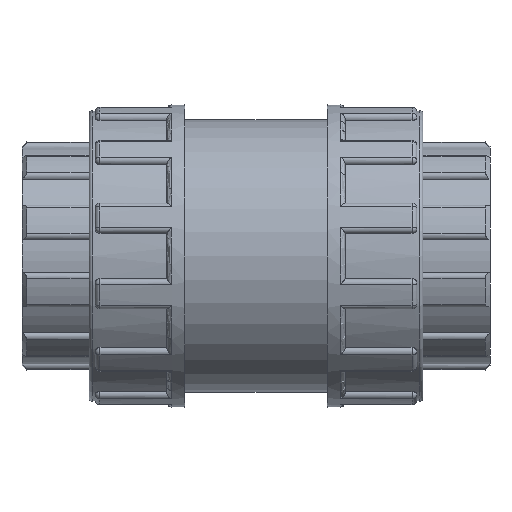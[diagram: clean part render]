
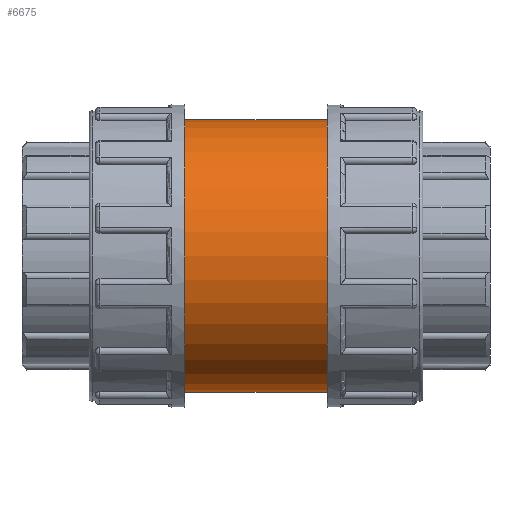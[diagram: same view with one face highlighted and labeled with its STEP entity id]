
A CAD part, front view. The second image highlights one B-rep face of the part: STEP entity #6675.
In plain terms, the highlighted cylindrical face has radius 62.55 mm (diameter 125.1 mm), a full revolution.
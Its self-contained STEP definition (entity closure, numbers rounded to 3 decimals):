
#185=FACE_BOUND('',#1099,.T.);
#186=FACE_BOUND('',#1100,.T.);
#670=FACE_OUTER_BOUND('',#1098,.T.);
#1098=EDGE_LOOP('',(#6073));
#1099=EDGE_LOOP('',(#6074));
#1100=EDGE_LOOP('',(#6075));
#1149=B_SPLINE_CURVE_WITH_KNOTS('',3,(#10735,#10736,#10737,#10738,#10739,
#10740,#10741,#10742,#10743,#10744,#10745,#10746,#10747,#10748,#10749,#10750,
#10751,#10752,#10753,#10754,#10755,#10756,#10757,#10758,#10759,#10760,#10761,
#10762,#10763,#10764,#10765,#10766,#10767,#10768,#10769,#10770,#10771,#10772,
#10773,#10774,#10775,#10776,#10777,#10778,#10779,#10780,#10781,#10782,#10783,
#10784,#10785,#10786,#10787,#10788,#10789,#10790,#10791,#10792,#10793,#10794,
#10795,#10796,#10797,#10798,#10799,#10800),.UNSPECIFIED.,.T.,.F.,(4,2,2,
2,2,2,2,2,2,2,2,2,2,2,2,2,2,2,2,2,2,2,2,2,2,2,2,2,2,2,2,2,4),(0.,0.396,
0.792,1.188,1.584,1.98,2.376,
2.772,3.168,3.564,3.96,4.356,
4.752,5.148,5.544,5.94,6.336,
6.732,7.128,7.524,7.92,8.316,
8.712,9.108,9.504,9.9,10.296,
10.692,11.087,11.484,11.88,12.276,
12.672),.UNSPECIFIED.);
#2472=CIRCLE('',#7578,62.55);
#2473=CIRCLE('',#7580,62.55);
#2638=VERTEX_POINT('',#10734);
#3083=VERTEX_POINT('',#13385);
#3084=VERTEX_POINT('',#13388);
#3349=EDGE_CURVE('',#2638,#2638,#1149,.T.);
#4082=EDGE_CURVE('',#3083,#3083,#2472,.T.);
#4083=EDGE_CURVE('',#3084,#3084,#2473,.T.);
#6073=ORIENTED_EDGE('',*,*,#4082,.T.);
#6074=ORIENTED_EDGE('',*,*,#3349,.T.);
#6075=ORIENTED_EDGE('',*,*,#4083,.F.);
#6267=CYLINDRICAL_SURFACE('',#7579,62.55);
#6675=ADVANCED_FACE('',(#670,#185,#186),#6267,.T.);
#7578=AXIS2_PLACEMENT_3D('',#13386,#9749,#9750);
#7579=AXIS2_PLACEMENT_3D('',#13387,#9751,#9752);
#7580=AXIS2_PLACEMENT_3D('',#13389,#9753,#9754);
#9749=DIRECTION('center_axis',(1.,0.,0.));
#9750=DIRECTION('ref_axis',(0.,0.,-1.));
#9751=DIRECTION('center_axis',(1.,0.,0.));
#9752=DIRECTION('ref_axis',(0.,1.,0.));
#9753=DIRECTION('center_axis',(1.,0.,0.));
#9754=DIRECTION('ref_axis',(0.,0.,-1.));
#10734=CARTESIAN_POINT('',(0.,58.973,-20.85));
#10735=CARTESIAN_POINT('Ctrl Pts',(0.,58.973,-20.85));
#10736=CARTESIAN_POINT('Ctrl Pts',(1.32,58.973,-20.85));
#10737=CARTESIAN_POINT('Ctrl Pts',(2.682,59.018,-20.723));
#10738=CARTESIAN_POINT('Ctrl Pts',(5.384,59.203,-20.19));
#10739=CARTESIAN_POINT('Ctrl Pts',(6.724,59.341,-19.785));
#10740=CARTESIAN_POINT('Ctrl Pts',(9.29,59.686,-18.718));
#10741=CARTESIAN_POINT('Ctrl Pts',(10.517,59.893,-18.055));
#10742=CARTESIAN_POINT('Ctrl Pts',(12.783,60.332,-16.528));
#10743=CARTESIAN_POINT('Ctrl Pts',(13.823,60.565,-15.663));
#10744=CARTESIAN_POINT('Ctrl Pts',(15.663,61.011,-13.823));
#10745=CARTESIAN_POINT('Ctrl Pts',(16.528,61.241,-12.784));
#10746=CARTESIAN_POINT('Ctrl Pts',(18.055,61.67,-10.517));
#10747=CARTESIAN_POINT('Ctrl Pts',(18.718,61.87,-9.29));
#10748=CARTESIAN_POINT('Ctrl Pts',(19.785,62.201,-6.724));
#10749=CARTESIAN_POINT('Ctrl Pts',(20.19,62.333,-5.383));
#10750=CARTESIAN_POINT('Ctrl Pts',(20.723,62.507,-2.681));
#10751=CARTESIAN_POINT('Ctrl Pts',(20.85,62.55,-1.32));
#10752=CARTESIAN_POINT('Ctrl Pts',(20.85,62.55,1.32));
#10753=CARTESIAN_POINT('Ctrl Pts',(20.723,62.507,2.681));
#10754=CARTESIAN_POINT('Ctrl Pts',(20.19,62.333,5.383));
#10755=CARTESIAN_POINT('Ctrl Pts',(19.785,62.201,6.724));
#10756=CARTESIAN_POINT('Ctrl Pts',(18.718,61.87,9.29));
#10757=CARTESIAN_POINT('Ctrl Pts',(18.055,61.67,10.517));
#10758=CARTESIAN_POINT('Ctrl Pts',(16.528,61.241,12.784));
#10759=CARTESIAN_POINT('Ctrl Pts',(15.663,61.011,13.823));
#10760=CARTESIAN_POINT('Ctrl Pts',(13.823,60.565,15.663));
#10761=CARTESIAN_POINT('Ctrl Pts',(12.783,60.332,16.528));
#10762=CARTESIAN_POINT('Ctrl Pts',(10.517,59.893,18.055));
#10763=CARTESIAN_POINT('Ctrl Pts',(9.29,59.686,18.718));
#10764=CARTESIAN_POINT('Ctrl Pts',(6.724,59.341,19.785));
#10765=CARTESIAN_POINT('Ctrl Pts',(5.384,59.203,20.19));
#10766=CARTESIAN_POINT('Ctrl Pts',(2.682,59.018,20.723));
#10767=CARTESIAN_POINT('Ctrl Pts',(1.32,58.973,20.85));
#10768=CARTESIAN_POINT('Ctrl Pts',(-1.32,58.973,20.85));
#10769=CARTESIAN_POINT('Ctrl Pts',(-2.682,59.018,20.723));
#10770=CARTESIAN_POINT('Ctrl Pts',(-5.384,59.203,20.19));
#10771=CARTESIAN_POINT('Ctrl Pts',(-6.724,59.341,19.785));
#10772=CARTESIAN_POINT('Ctrl Pts',(-9.29,59.686,18.718));
#10773=CARTESIAN_POINT('Ctrl Pts',(-10.517,59.893,18.055));
#10774=CARTESIAN_POINT('Ctrl Pts',(-12.783,60.332,16.528));
#10775=CARTESIAN_POINT('Ctrl Pts',(-13.823,60.565,15.663));
#10776=CARTESIAN_POINT('Ctrl Pts',(-15.663,61.011,13.823));
#10777=CARTESIAN_POINT('Ctrl Pts',(-16.528,61.241,12.784));
#10778=CARTESIAN_POINT('Ctrl Pts',(-18.055,61.67,10.517));
#10779=CARTESIAN_POINT('Ctrl Pts',(-18.718,61.87,9.29));
#10780=CARTESIAN_POINT('Ctrl Pts',(-19.785,62.201,6.724));
#10781=CARTESIAN_POINT('Ctrl Pts',(-20.19,62.333,5.383));
#10782=CARTESIAN_POINT('Ctrl Pts',(-20.723,62.507,2.681));
#10783=CARTESIAN_POINT('Ctrl Pts',(-20.85,62.55,1.32));
#10784=CARTESIAN_POINT('Ctrl Pts',(-20.85,62.55,-1.32));
#10785=CARTESIAN_POINT('Ctrl Pts',(-20.723,62.507,-2.681));
#10786=CARTESIAN_POINT('Ctrl Pts',(-20.19,62.333,-5.383));
#10787=CARTESIAN_POINT('Ctrl Pts',(-19.785,62.201,-6.724));
#10788=CARTESIAN_POINT('Ctrl Pts',(-18.718,61.87,-9.29));
#10789=CARTESIAN_POINT('Ctrl Pts',(-18.055,61.67,-10.517));
#10790=CARTESIAN_POINT('Ctrl Pts',(-16.528,61.241,-12.784));
#10791=CARTESIAN_POINT('Ctrl Pts',(-15.663,61.011,-13.823));
#10792=CARTESIAN_POINT('Ctrl Pts',(-13.823,60.565,-15.663));
#10793=CARTESIAN_POINT('Ctrl Pts',(-12.783,60.332,-16.528));
#10794=CARTESIAN_POINT('Ctrl Pts',(-10.517,59.893,-18.055));
#10795=CARTESIAN_POINT('Ctrl Pts',(-9.29,59.686,-18.718));
#10796=CARTESIAN_POINT('Ctrl Pts',(-6.724,59.341,-19.785));
#10797=CARTESIAN_POINT('Ctrl Pts',(-5.384,59.203,-20.19));
#10798=CARTESIAN_POINT('Ctrl Pts',(-2.682,59.018,-20.723));
#10799=CARTESIAN_POINT('Ctrl Pts',(-1.32,58.973,-20.85));
#10800=CARTESIAN_POINT('Ctrl Pts',(0.,58.973,
-20.85));
#13385=CARTESIAN_POINT('',(-32.7,62.55,0.));
#13386=CARTESIAN_POINT('Origin',(-32.7,0.,0.));
#13387=CARTESIAN_POINT('Origin',(0.,0.,0.));
#13388=CARTESIAN_POINT('',(32.7,62.55,0.));
#13389=CARTESIAN_POINT('Origin',(32.7,0.,0.));
